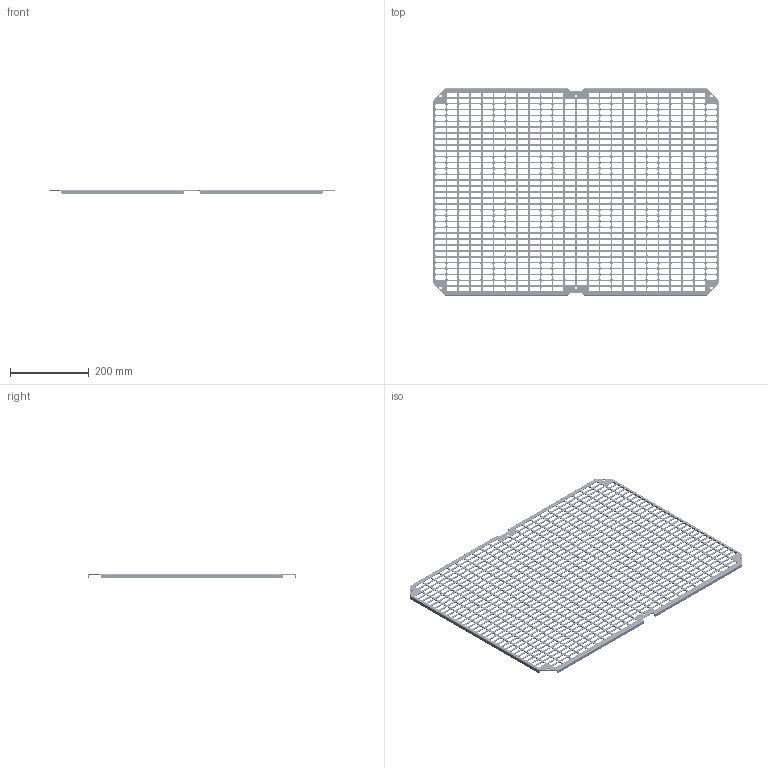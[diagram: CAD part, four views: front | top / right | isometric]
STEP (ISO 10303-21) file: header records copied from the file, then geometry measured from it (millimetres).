
FILE_DESCRIPTION (( 'STEP AP203' ), '1' );
FILE_NAME ('MPP 6080.STEP', '2021-12-08T14:18:55', ( '' ), ( '' ), 'SwSTEP 2.0', 'SolidWorks 2020', '' );
FILE_SCHEMA (( 'CONFIG_CONTROL_DESIGN' ));
Products named in the file (1): MPP 6080
Bounding box: 730 x 530 x 10 mm (x, y, z)
Volume: 345737.3 mm3; surface area: 464564 mm2
Topology: 1 solids, 1 shells, 6526 faces, 19572 edges, 13048 vertices
Faces by surface type: plane 3266, cylinder 3260
Entity records: 225153 total; most frequent: CARTESIAN_POINT 39147, DIRECTION 39146, ORIENTED_EDGE 39144, EDGE_CURVE 19572, LINE 13052, VECTOR 13052, VERTEX_POINT 13048, AXIS2_PLACEMENT_3D 13047
